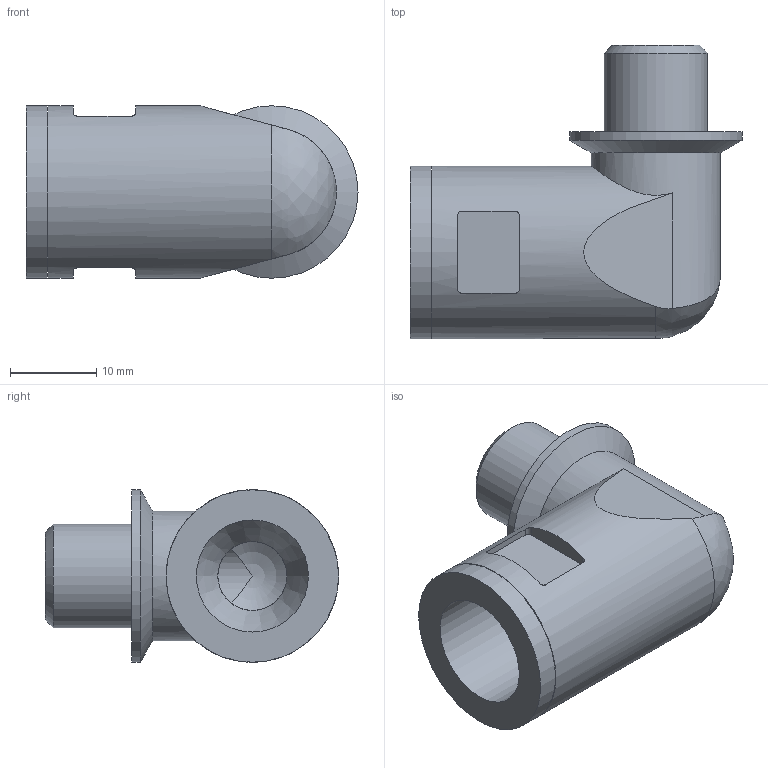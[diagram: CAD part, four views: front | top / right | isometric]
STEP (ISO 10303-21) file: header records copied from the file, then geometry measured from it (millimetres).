
FILE_DESCRIPTION( ( 'STEP AP203' ), '1' );
FILE_NAME( 'FLEXA RQW-M 5020.064.012.stp', '2020-03-27T13:06:38', ( 'License CC BY-ND 4.0' ), ( 'CADENAS' ), ' ', 'PARTsolutions', ' ' );
FILE_SCHEMA( ( 'CONFIG_CONTROL_DESIGN' ) );
Length unit declared in the file: millimetre
Products named in the file (1): _FLEXA RQW-M 5020.064.012
Bounding box: 38.5 x 34 x 20 mm (x, y, z)
Volume: 7849.3 mm3; surface area: 5341.5 mm2
Topology: 1 solids, 1 shells, 39 faces, 98 edges, 64 vertices
Faces by surface type: plane 17, cylinder 17, cone 3, bspline 1, sphere 1
Full cylindrical faces by diameter (mm): 8 x2, 12 x1, 13 x1, 15 x1, 15.3 x1, 20 x3
Entity records: 1279 total; most frequent: CARTESIAN_POINT 379, DIRECTION 178, ORIENTED_EDGE 160, EDGE_CURVE 80, AXIS2_PLACEMENT_3D 74, VERTEX_POINT 59, EDGE_LOOP 57, FACE_OUTER_BOUND 47
